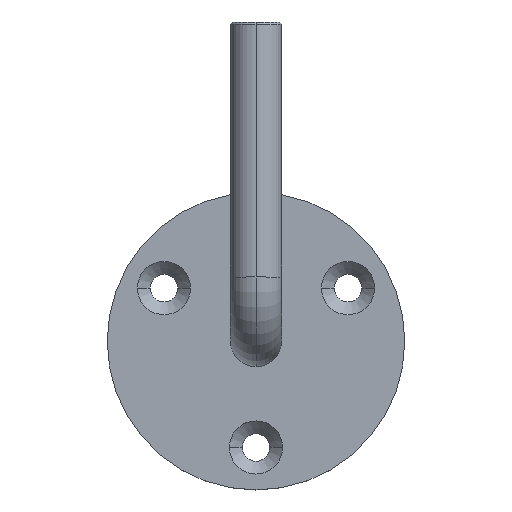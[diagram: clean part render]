
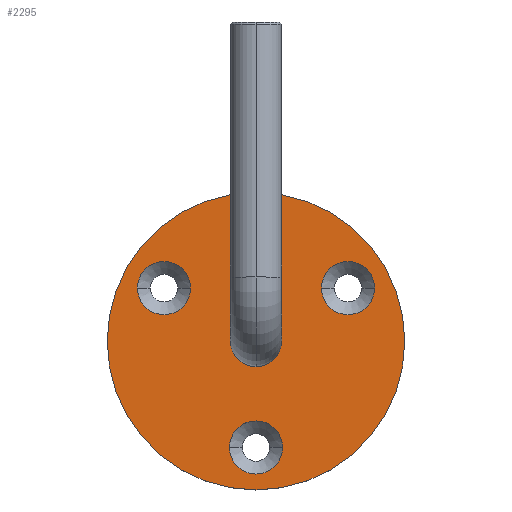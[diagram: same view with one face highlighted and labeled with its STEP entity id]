
A CAD part, top view. The second image highlights one B-rep face of the part: STEP entity #2295.
In plain terms, the highlighted planar face has unit normal (0, 0, 1).
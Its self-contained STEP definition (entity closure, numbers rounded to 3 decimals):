
#319 = CIRCLE ( 'NONE', #4147, 6.25 ) ;
#391 = CIRCLE ( 'NONE', #5711, 6.25 ) ;
#863 = DIRECTION ( 'NONE',  ( 0., 0., 1. ) ) ;
#1229 = ORIENTED_EDGE ( 'NONE', *, *, #7412, .F. ) ;
#1290 = CARTESIAN_POINT ( 'NONE',  ( -27.901, 12.5, 4. ) ) ;
#1667 = CARTESIAN_POINT ( 'NONE',  ( -35., 0., 4. ) ) ;
#1976 = CARTESIAN_POINT ( 'NONE',  ( 21.651, 12.5, 4. ) ) ;
#2295 = ADVANCED_FACE ( 'NONE', ( #15876, #6866, #18294, #21822, #7427 ), #21691, .T. ) ;
#2400 = DIRECTION ( 'NONE',  ( 1., 0., 0. ) ) ;
#2468 = EDGE_CURVE ( 'NONE', #12217, #9859, #17209, .T. ) ;
#2552 = AXIS2_PLACEMENT_3D ( 'NONE', #22542, #15718, #17366 ) ;
#2825 = CARTESIAN_POINT ( 'NONE',  ( 0., 0., 4. ) ) ;
#3026 = AXIS2_PLACEMENT_3D ( 'NONE', #5347, #5574, #3829 ) ;
#3348 = CARTESIAN_POINT ( 'NONE',  ( 35., 0., 4. ) ) ;
#3388 = AXIS2_PLACEMENT_3D ( 'NONE', #5242, #19149, #12162 ) ;
#3568 = ORIENTED_EDGE ( 'NONE', *, *, #14435, .T. ) ;
#3829 = DIRECTION ( 'NONE',  ( 1., 0., 0. ) ) ;
#4009 = DIRECTION ( 'NONE',  ( 1., 0., 0. ) ) ;
#4128 = EDGE_CURVE ( 'NONE', #10539, #17674, #21774, .T. ) ;
#4147 = AXIS2_PLACEMENT_3D ( 'NONE', #1976, #17935, #8963 ) ;
#4419 = DIRECTION ( 'NONE',  ( -1., 0., 0. ) ) ;
#4520 = CARTESIAN_POINT ( 'NONE',  ( 15.401, 12.5, 4. ) ) ;
#4566 = VERTEX_POINT ( 'NONE', #21371 ) ;
#4621 = ORIENTED_EDGE ( 'NONE', *, *, #17315, .F. ) ;
#5065 = DIRECTION ( 'NONE',  ( -1., 0., 0. ) ) ;
#5242 = CARTESIAN_POINT ( 'NONE',  ( 0., -25., 4. ) ) ;
#5266 = EDGE_LOOP ( 'NONE', ( #8749, #3568 ) ) ;
#5347 = CARTESIAN_POINT ( 'NONE',  ( 0., 0., 4. ) ) ;
#5574 = DIRECTION ( 'NONE',  ( 0., 0., 1. ) ) ;
#5711 = AXIS2_PLACEMENT_3D ( 'NONE', #21069, #8674, #15539 ) ;
#5747 = ORIENTED_EDGE ( 'NONE', *, *, #13069, .T. ) ;
#5830 = CARTESIAN_POINT ( 'NONE',  ( -15.401, 12.5, 4. ) ) ;
#6025 = DIRECTION ( 'NONE',  ( 0., 0., 1. ) ) ;
#6198 = EDGE_LOOP ( 'NONE', ( #4621, #16569 ) ) ;
#6258 = VERTEX_POINT ( 'NONE', #18293 ) ;
#6612 = CARTESIAN_POINT ( 'NONE',  ( 21.651, 12.5, 4. ) ) ;
#6866 = FACE_BOUND ( 'NONE', #8000, .T. ) ;
#6986 = CIRCLE ( 'NONE', #9442, 3.3 ) ;
#7412 = EDGE_CURVE ( 'NONE', #9859, #12217, #319, .T. ) ;
#7427 = FACE_OUTER_BOUND ( 'NONE', #18978, .T. ) ;
#7699 = DIRECTION ( 'NONE',  ( 0., 0., -1. ) ) ;
#8000 = EDGE_LOOP ( 'NONE', ( #21934, #22064 ) ) ;
#8674 = DIRECTION ( 'NONE',  ( 0., 0., 1. ) ) ;
#8749 = ORIENTED_EDGE ( 'NONE', *, *, #13204, .T. ) ;
#8963 = DIRECTION ( 'NONE',  ( 1., 0., 0. ) ) ;
#9218 = ORIENTED_EDGE ( 'NONE', *, *, #9365, .T. ) ;
#9365 = EDGE_CURVE ( 'NONE', #15273, #16583, #10326, .T. ) ;
#9442 = AXIS2_PLACEMENT_3D ( 'NONE', #11842, #20806, #5065 ) ;
#9525 = DIRECTION ( 'NONE',  ( 1., 0., 0. ) ) ;
#9859 = VERTEX_POINT ( 'NONE', #14241 ) ;
#10326 = CIRCLE ( 'NONE', #2552, 35. ) ;
#10539 = VERTEX_POINT ( 'NONE', #5830 ) ;
#10839 = CIRCLE ( 'NONE', #13963, 3.3 ) ;
#11431 = DIRECTION ( 'NONE',  ( 1., 0., 0. ) ) ;
#11700 = CIRCLE ( 'NONE', #3388, 6.25 ) ;
#11842 = CARTESIAN_POINT ( 'NONE',  ( 0., 0., 4. ) ) ;
#12162 = DIRECTION ( 'NONE',  ( 1., 0., 0. ) ) ;
#12217 = VERTEX_POINT ( 'NONE', #4520 ) ;
#13030 = CARTESIAN_POINT ( 'NONE',  ( -21.651, 12.5, 4. ) ) ;
#13069 = EDGE_CURVE ( 'NONE', #16583, #15273, #19798, .T. ) ;
#13204 = EDGE_CURVE ( 'NONE', #22359, #4566, #10839, .T. ) ;
#13638 = EDGE_LOOP ( 'NONE', ( #1229, #15636 ) ) ;
#13963 = AXIS2_PLACEMENT_3D ( 'NONE', #2825, #7699, #4419 ) ;
#14241 = CARTESIAN_POINT ( 'NONE',  ( 27.901, 12.5, 4. ) ) ;
#14435 = EDGE_CURVE ( 'NONE', #4566, #22359, #6986, .T. ) ;
#15273 = VERTEX_POINT ( 'NONE', #3348 ) ;
#15291 = CARTESIAN_POINT ( 'NONE',  ( -6.25, -25., 4. ) ) ;
#15342 = VERTEX_POINT ( 'NONE', #15291 ) ;
#15539 = DIRECTION ( 'NONE',  ( 1., 0., 0. ) ) ;
#15636 = ORIENTED_EDGE ( 'NONE', *, *, #2468, .F. ) ;
#15718 = DIRECTION ( 'NONE',  ( 0., 0., 1. ) ) ;
#15876 = FACE_BOUND ( 'NONE', #13638, .T. ) ;
#15942 = CARTESIAN_POINT ( 'NONE',  ( -3.3, 0., 4. ) ) ;
#16422 = CIRCLE ( 'NONE', #18663, 6.25 ) ;
#16569 = ORIENTED_EDGE ( 'NONE', *, *, #18619, .F. ) ;
#16583 = VERTEX_POINT ( 'NONE', #1667 ) ;
#17209 = CIRCLE ( 'NONE', #21486, 6.25 ) ;
#17315 = EDGE_CURVE ( 'NONE', #6258, #15342, #391, .T. ) ;
#17366 = DIRECTION ( 'NONE',  ( 1., 0., 0. ) ) ;
#17674 = VERTEX_POINT ( 'NONE', #1290 ) ;
#17704 = AXIS2_PLACEMENT_3D ( 'NONE', #18278, #6025, #11431 ) ;
#17935 = DIRECTION ( 'NONE',  ( 0., 0., 1. ) ) ;
#18059 = EDGE_CURVE ( 'NONE', #17674, #10539, #16422, .T. ) ;
#18278 = CARTESIAN_POINT ( 'NONE',  ( 0., 0., 4. ) ) ;
#18293 = CARTESIAN_POINT ( 'NONE',  ( 6.25, -25., 4. ) ) ;
#18294 = FACE_BOUND ( 'NONE', #6198, .T. ) ;
#18394 = AXIS2_PLACEMENT_3D ( 'NONE', #13030, #863, #9525 ) ;
#18619 = EDGE_CURVE ( 'NONE', #15342, #6258, #11700, .T. ) ;
#18663 = AXIS2_PLACEMENT_3D ( 'NONE', #19891, #21631, #2400 ) ;
#18978 = EDGE_LOOP ( 'NONE', ( #5747, #9218 ) ) ;
#19149 = DIRECTION ( 'NONE',  ( 0., 0., 1. ) ) ;
#19467 = DIRECTION ( 'NONE',  ( 0., 0., 1. ) ) ;
#19798 = CIRCLE ( 'NONE', #3026, 35. ) ;
#19891 = CARTESIAN_POINT ( 'NONE',  ( -21.651, 12.5, 4. ) ) ;
#20806 = DIRECTION ( 'NONE',  ( 0., 0., -1. ) ) ;
#21069 = CARTESIAN_POINT ( 'NONE',  ( 0., -25., 4. ) ) ;
#21371 = CARTESIAN_POINT ( 'NONE',  ( 3.3, 0., 4. ) ) ;
#21486 = AXIS2_PLACEMENT_3D ( 'NONE', #6612, #19467, #4009 ) ;
#21631 = DIRECTION ( 'NONE',  ( 0., 0., 1. ) ) ;
#21691 = PLANE ( 'NONE',  #17704 ) ;
#21774 = CIRCLE ( 'NONE', #18394, 6.25 ) ;
#21822 = FACE_BOUND ( 'NONE', #5266, .T. ) ;
#21934 = ORIENTED_EDGE ( 'NONE', *, *, #4128, .F. ) ;
#22064 = ORIENTED_EDGE ( 'NONE', *, *, #18059, .F. ) ;
#22359 = VERTEX_POINT ( 'NONE', #15942 ) ;
#22542 = CARTESIAN_POINT ( 'NONE',  ( 0., 0., 4. ) ) ;
